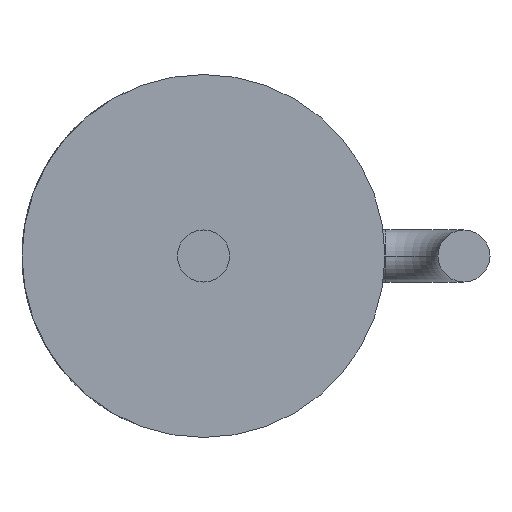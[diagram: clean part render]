
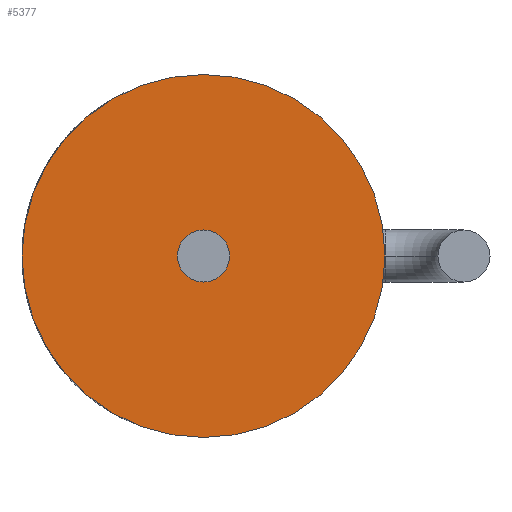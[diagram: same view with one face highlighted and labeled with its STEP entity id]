
A CAD part, front view. The second image highlights one B-rep face of the part: STEP entity #5377.
In plain terms, the highlighted planar face has unit normal (0, -1, 0).
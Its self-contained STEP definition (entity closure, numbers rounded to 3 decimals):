
#99 = EDGE_CURVE ( 'NONE', #1676, #1572, #3214, .T. ) ;
#184 = DIRECTION ( 'NONE',  ( 0., -1., 0. ) ) ;
#243 = DIRECTION ( 'NONE',  ( 0., 1., 0. ) ) ;
#925 = CARTESIAN_POINT ( 'NONE',  ( 0., 2., -4.425 ) ) ;
#1057 = DIRECTION ( 'NONE',  ( 0., 0., 1. ) ) ;
#1226 = CIRCLE ( 'NONE', #1576, 4.425 ) ;
#1360 = PLANE ( 'NONE',  #1588 ) ;
#1361 = CARTESIAN_POINT ( 'NONE',  ( 0., 2., 0. ) ) ;
#1572 = VERTEX_POINT ( 'NONE', #1813 ) ;
#1576 = AXIS2_PLACEMENT_3D ( 'NONE', #3692, #243, #1057 ) ;
#1588 = AXIS2_PLACEMENT_3D ( 'NONE', #4911, #4567, #5233 ) ;
#1615 = DIRECTION ( 'NONE',  ( 0., -1., 0. ) ) ;
#1657 = VERTEX_POINT ( 'NONE', #4845 ) ;
#1676 = VERTEX_POINT ( 'NONE', #925 ) ;
#1813 = CARTESIAN_POINT ( 'NONE',  ( 0., 2., 4.425 ) ) ;
#1841 = FACE_OUTER_BOUND ( 'NONE', #4758, .T. ) ;
#1842 = DIRECTION ( 'NONE',  ( 0., 0., 1. ) ) ;
#1975 = DIRECTION ( 'NONE',  ( 0., 0., 1. ) ) ;
#2173 = ORIENTED_EDGE ( 'NONE', *, *, #2376, .F. ) ;
#2222 = ORIENTED_EDGE ( 'NONE', *, *, #99, .F. ) ;
#2234 = AXIS2_PLACEMENT_3D ( 'NONE', #4394, #1615, #3391 ) ;
#2376 = EDGE_CURVE ( 'NONE', #1657, #3301, #5716, .T. ) ;
#2420 = CARTESIAN_POINT ( 'NONE',  ( 0., 2., 0. ) ) ;
#2523 = EDGE_CURVE ( 'NONE', #3301, #1657, #3409, .T. ) ;
#2832 = EDGE_LOOP ( 'NONE', ( #3129, #2173 ) ) ;
#3123 = AXIS2_PLACEMENT_3D ( 'NONE', #1361, #5728, #1842 ) ;
#3129 = ORIENTED_EDGE ( 'NONE', *, *, #2523, .F. ) ;
#3142 = CARTESIAN_POINT ( 'NONE',  ( 0.635, 2., 0. ) ) ;
#3214 = CIRCLE ( 'NONE', #3123, 4.425 ) ;
#3301 = VERTEX_POINT ( 'NONE', #3142 ) ;
#3391 = DIRECTION ( 'NONE',  ( 0., 0., 1. ) ) ;
#3409 = CIRCLE ( 'NONE', #2234, 0.635 ) ;
#3692 = CARTESIAN_POINT ( 'NONE',  ( 0., 2., 0. ) ) ;
#3760 = EDGE_CURVE ( 'NONE', #1572, #1676, #1226, .T. ) ;
#4151 = ORIENTED_EDGE ( 'NONE', *, *, #3760, .F. ) ;
#4394 = CARTESIAN_POINT ( 'NONE',  ( 0., 2., 0. ) ) ;
#4544 = FACE_BOUND ( 'NONE', #2832, .T. ) ;
#4567 = DIRECTION ( 'NONE',  ( 0., 1., 0. ) ) ;
#4758 = EDGE_LOOP ( 'NONE', ( #2222, #4151 ) ) ;
#4845 = CARTESIAN_POINT ( 'NONE',  ( -0.635, 2., 0. ) ) ;
#4911 = CARTESIAN_POINT ( 'NONE',  ( 0., 2., 0. ) ) ;
#5158 = AXIS2_PLACEMENT_3D ( 'NONE', #2420, #184, #1975 ) ;
#5233 = DIRECTION ( 'NONE',  ( 0., 0., 1. ) ) ;
#5377 = ADVANCED_FACE ( 'NONE', ( #4544, #1841 ), #1360, .F. ) ;
#5716 = CIRCLE ( 'NONE', #5158, 0.635 ) ;
#5728 = DIRECTION ( 'NONE',  ( 0., 1., 0. ) ) ;
